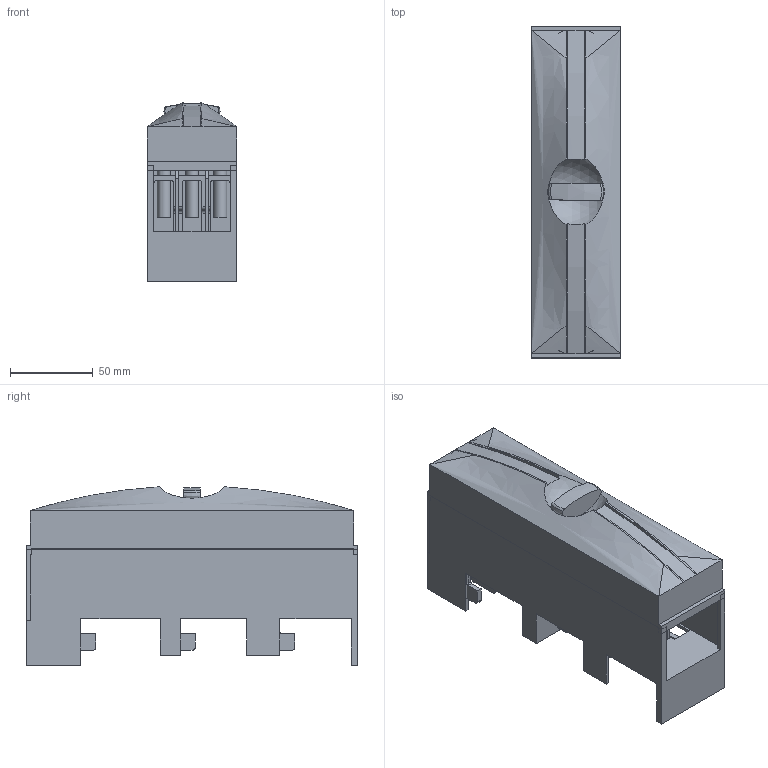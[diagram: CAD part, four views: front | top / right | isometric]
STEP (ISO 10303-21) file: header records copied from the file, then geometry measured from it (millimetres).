
FILE_DESCRIPTION((''),'2;1');
FILE_NAME('01240.stp','2010-02-17T08:01:23',('rauch'),(''),'Autodesk Inventor 2009','Autodesk Inventor 2009','');
FILE_SCHEMA(('AUTOMOTIVE_DESIGN { 1 0 10303 214 1 1 1 1 }'));
Length unit declared in the file: millimetre
Products named in the file (8): 01240000neu; 79512000; 79513000; 79521000; 30134000; 80045000
Assembly tree (9 placements, depth 3):
  01240000neu
    79512000
    79513000
      79513000
      79521000
    30134000  x3
      30134000
      80045000
Bounding box: 54 x 200 x 107.5 mm (x, y, z)
Volume: 143291 mm3; surface area: 166474.5 mm2
Topology: 9 solids, 9 shells, 277 faces, 760 edges, 501 vertices
Faces by surface type: plane 201, cylinder 53, bspline 17, sphere 4, torus 2
Full cylindrical faces by diameter (mm): 8 x3
Entity records: 7718 total; most frequent: CARTESIAN_POINT 2682, ORIENTED_EDGE 1046, DIRECTION 933, EDGE_CURVE 523, VECTOR 407, LINE 407, VERTEX_POINT 346, AXIS2_PLACEMENT_3D 263
